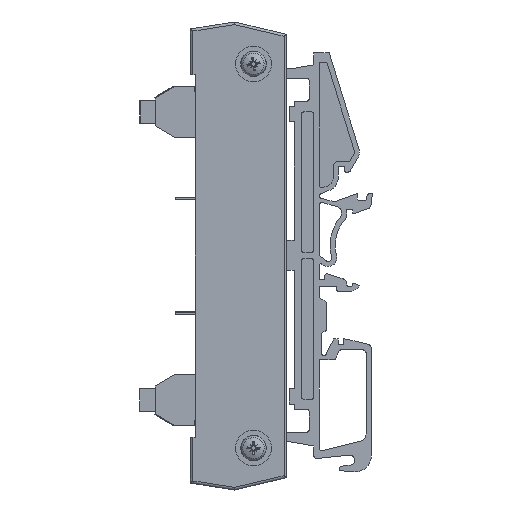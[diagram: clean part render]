
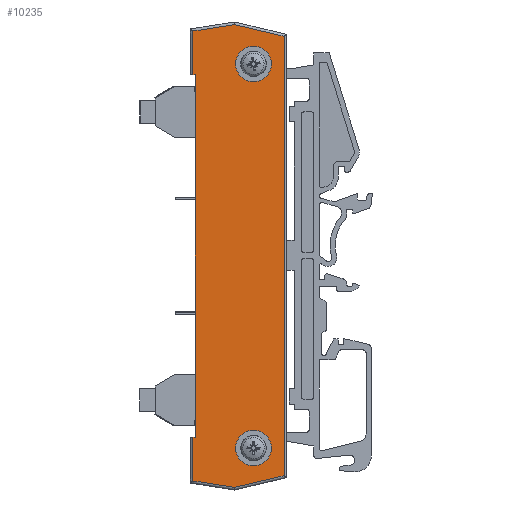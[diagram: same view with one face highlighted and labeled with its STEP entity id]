
A CAD part, left-side view. The second image highlights one B-rep face of the part: STEP entity #10235.
In plain terms, the highlighted face is planar.
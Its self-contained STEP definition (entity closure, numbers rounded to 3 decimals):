
#9774=CARTESIAN_POINT('',(-16.628,6.238,5.0));
#9775=VERTEX_POINT('',#9774);
#9782=CARTESIAN_POINT('',(54.672,6.238,5.0));
#9783=VERTEX_POINT('',#9782);
#9784=CARTESIAN_POINT('',(54.672,6.238,5.0));
#9785=DIRECTION('',(-1.0,0.0,0.0));
#9786=VECTOR('',#9785,71.3);
#9787=LINE('',#9784,#9786);
#9788=EDGE_CURVE('',#9783,#9775,#9787,.T.);
#10031=CARTESIAN_POINT('',(60.272,-5.162,5.0));
#10032=VERTEX_POINT('',#10031);
#10033=CARTESIAN_POINT('',(56.772,-5.162,5.0));
#10034=DIRECTION('',(0.0,0.0,-1.0));
#10035=DIRECTION('',(-1.0,0.0,0.0));
#10036=AXIS2_PLACEMENT_3D('',#10033,#10034,#10035);
#10037=CIRCLE('',#10036,3.5);
#10038=EDGE_CURVE('',#10032,#10032,#10037,.T.);
#10071=CARTESIAN_POINT('',(-15.228,-5.162,5.0));
#10072=VERTEX_POINT('',#10071);
#10073=CARTESIAN_POINT('',(-18.728,-5.162,5.0));
#10074=DIRECTION('',(0.0,0.0,-1.0));
#10075=DIRECTION('',(-1.0,0.0,0.0));
#10076=AXIS2_PLACEMENT_3D('',#10073,#10074,#10075);
#10077=CIRCLE('',#10076,3.5);
#10078=EDGE_CURVE('',#10072,#10072,#10077,.T.);
#10112=CARTESIAN_POINT('',(54.672,6.738,5.0));
#10113=VERTEX_POINT('',#10112);
#10114=CARTESIAN_POINT('',(54.672,6.738,5.0));
#10115=DIRECTION('',(0.0,-1.0,0.0));
#10116=VECTOR('',#10115,0.5);
#10117=LINE('',#10114,#10116);
#10118=EDGE_CURVE('',#10113,#9783,#10117,.T.);
#10143=CARTESIAN_POINT('',(-16.628,6.738,5.0));
#10144=VERTEX_POINT('',#10143);
#10152=CARTESIAN_POINT('',(-16.628,6.238,5.0));
#10153=DIRECTION('',(0.0,1.0,0.0));
#10154=VECTOR('',#10153,0.5);
#10155=LINE('',#10152,#10154);
#10156=EDGE_CURVE('',#9775,#10144,#10155,.T.);
#10165=CARTESIAN_POINT('',(19.022,-2.126,5.0));
#10166=DIRECTION('',(0.0,0.0,1.0));
#10167=DIRECTION('',(1.0,0.0,0.0));
#10168=AXIS2_PLACEMENT_3D('',#10165,#10166,#10167);
#10169=PLANE('',#10168);
#10170=ORIENTED_EDGE('',*,*,#10118,.T.);
#10171=ORIENTED_EDGE('',*,*,#9788,.T.);
#10172=ORIENTED_EDGE('',*,*,#10156,.T.);
#10173=CARTESIAN_POINT('',(-25.176,6.738,5.0));
#10174=VERTEX_POINT('',#10173);
#10175=CARTESIAN_POINT('',(-25.176,6.738,5.0));
#10176=DIRECTION('',(1.0,0.0,0.0));
#10177=VECTOR('',#10176,8.548);
#10178=LINE('',#10175,#10177);
#10179=EDGE_CURVE('',#10174,#10144,#10178,.T.);
#10180=ORIENTED_EDGE('',*,*,#10179,.F.);
#10181=CARTESIAN_POINT('',(-26.459,-1.405,5.0));
#10182=VERTEX_POINT('',#10181);
#10183=CARTESIAN_POINT('',(-26.459,-1.405,5.0));
#10184=DIRECTION('',(0.156,0.988,0.0));
#10185=VECTOR('',#10184,8.244);
#10186=LINE('',#10183,#10185);
#10187=EDGE_CURVE('',#10182,#10174,#10186,.T.);
#10188=ORIENTED_EDGE('',*,*,#10187,.F.);
#10189=CARTESIAN_POINT('',(-24.157,-11.162,5.0));
#10190=VERTEX_POINT('',#10189);
#10191=CARTESIAN_POINT('',(-24.157,-11.162,5.0));
#10192=DIRECTION('',(-0.23,0.973,0.0));
#10193=VECTOR('',#10192,10.024);
#10194=LINE('',#10191,#10193);
#10195=EDGE_CURVE('',#10190,#10182,#10194,.T.);
#10196=ORIENTED_EDGE('',*,*,#10195,.F.);
#10197=CARTESIAN_POINT('',(62.201,-11.162,5.0));
#10198=VERTEX_POINT('',#10197);
#10199=CARTESIAN_POINT('',(62.201,-11.162,5.0));
#10200=DIRECTION('',(-1.0,0.0,0.0));
#10201=VECTOR('',#10200,86.358);
#10202=LINE('',#10199,#10201);
#10203=EDGE_CURVE('',#10198,#10190,#10202,.T.);
#10204=ORIENTED_EDGE('',*,*,#10203,.F.);
#10205=CARTESIAN_POINT('',(64.503,-1.405,5.0));
#10206=VERTEX_POINT('',#10205);
#10207=CARTESIAN_POINT('',(64.503,-1.405,5.0));
#10208=DIRECTION('',(-0.23,-0.973,0.0));
#10209=VECTOR('',#10208,10.024);
#10210=LINE('',#10207,#10209);
#10211=EDGE_CURVE('',#10206,#10198,#10210,.T.);
#10212=ORIENTED_EDGE('',*,*,#10211,.F.);
#10213=CARTESIAN_POINT('',(63.22,6.738,5.0));
#10214=VERTEX_POINT('',#10213);
#10215=CARTESIAN_POINT('',(63.22,6.738,5.0));
#10216=DIRECTION('',(0.156,-0.988,0.0));
#10217=VECTOR('',#10216,8.244);
#10218=LINE('',#10215,#10217);
#10219=EDGE_CURVE('',#10214,#10206,#10218,.T.);
#10220=ORIENTED_EDGE('',*,*,#10219,.F.);
#10221=CARTESIAN_POINT('',(54.672,6.738,5.0));
#10222=DIRECTION('',(1.0,0.0,0.0));
#10223=VECTOR('',#10222,8.548);
#10224=LINE('',#10221,#10223);
#10225=EDGE_CURVE('',#10113,#10214,#10224,.T.);
#10226=ORIENTED_EDGE('',*,*,#10225,.F.);
#10227=EDGE_LOOP('',(#10170,#10171,#10172,#10180,#10188,#10196,#10204,#10212,#10220,#10226));
#10228=FACE_OUTER_BOUND('',#10227,.T.);
#10229=ORIENTED_EDGE('',*,*,#10038,.T.);
#10230=EDGE_LOOP('',(#10229));
#10231=FACE_BOUND('',#10230,.T.);
#10232=ORIENTED_EDGE('',*,*,#10078,.T.);
#10233=EDGE_LOOP('',(#10232));
#10234=FACE_BOUND('',#10233,.T.);
#10235=ADVANCED_FACE('',(#10228,#10231,#10234),#10169,.T.);
